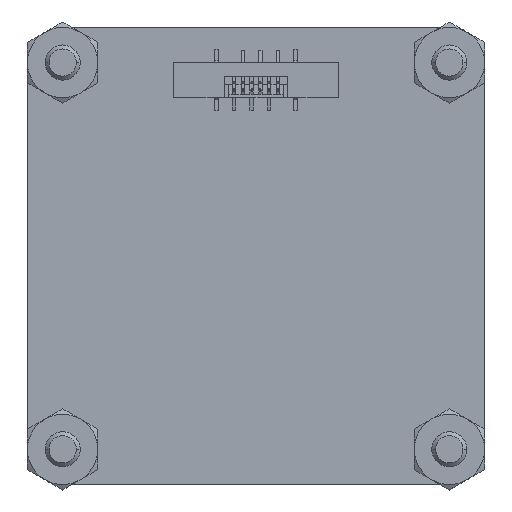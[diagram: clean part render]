
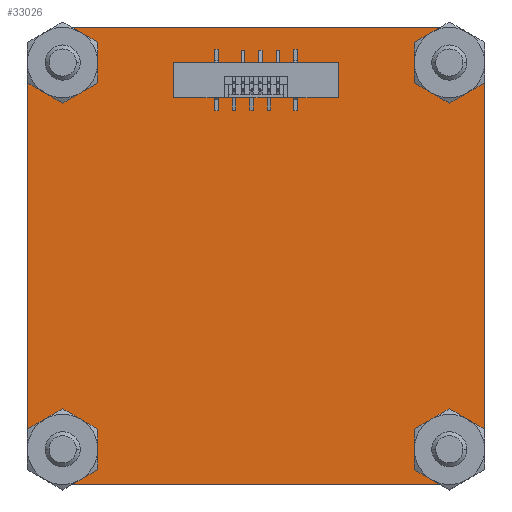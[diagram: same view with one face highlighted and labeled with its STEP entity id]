
A CAD part, top view. The second image highlights one B-rep face of the part: STEP entity #33026.
In plain terms, the highlighted planar face has unit normal (0, 0, 1).
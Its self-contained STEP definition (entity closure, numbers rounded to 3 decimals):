
#25 = DIRECTION ( 'NONE',  ( 0., 1., 0. ) ) ;
#373 = CARTESIAN_POINT ( 'NONE',  ( -9.85, -11., 0. ) ) ;
#388 = CARTESIAN_POINT ( 'NONE',  ( -13., 10.5, 0. ) ) ;
#426 = FACE_BOUND ( 'NONE', #20996, .T. ) ;
#616 = DIRECTION ( 'NONE',  ( 0., 0., 1. ) ) ;
#681 = AXIS2_PLACEMENT_3D ( 'NONE', #40136, #12350, #24737 ) ;
#721 = CARTESIAN_POINT ( 'NONE',  ( -12.15, 11., 0. ) ) ;
#1280 = EDGE_CURVE ( 'NONE', #16274, #14847, #16697, .T. ) ;
#1401 = VERTEX_POINT ( 'NONE', #21004 ) ;
#2005 = CARTESIAN_POINT ( 'NONE',  ( -12.15, -11., 0. ) ) ;
#2034 = CARTESIAN_POINT ( 'NONE',  ( 9.85, 11., 0. ) ) ;
#2952 = EDGE_CURVE ( 'NONE', #12247, #38116, #9222, .T. ) ;
#3205 = CARTESIAN_POINT ( 'NONE',  ( 12.15, -11., 0. ) ) ;
#3246 = CARTESIAN_POINT ( 'NONE',  ( -10.501, 10.501, 0. ) ) ;
#3760 = VECTOR ( 'NONE', #11524, 1000. ) ;
#4121 = CIRCLE ( 'NONE', #26844, 1.15 ) ;
#4229 = ORIENTED_EDGE ( 'NONE', *, *, #1280, .F. ) ;
#4373 = CIRCLE ( 'NONE', #27072, 2.499 ) ;
#4586 = CARTESIAN_POINT ( 'NONE',  ( -11., 11., 0. ) ) ;
#5012 = CIRCLE ( 'NONE', #27693, 2.499 ) ;
#5370 = EDGE_CURVE ( 'NONE', #38116, #6955, #4373, .T. ) ;
#5800 = CARTESIAN_POINT ( 'NONE',  ( -9.85, 11., 0. ) ) ;
#6483 = ORIENTED_EDGE ( 'NONE', *, *, #23566, .T. ) ;
#6521 = VECTOR ( 'NONE', #12781, 1000. ) ;
#6616 = CARTESIAN_POINT ( 'NONE',  ( -10.5, -13., 0. ) ) ;
#6647 = CARTESIAN_POINT ( 'NONE',  ( -11., 11., 0. ) ) ;
#6737 = DIRECTION ( 'NONE',  ( 0., 0., -1. ) ) ;
#6759 = CIRCLE ( 'NONE', #29473, 1.15 ) ;
#6899 = CARTESIAN_POINT ( 'NONE',  ( -13., 10.5, 0. ) ) ;
#6955 = VERTEX_POINT ( 'NONE', #15195 ) ;
#7983 = CIRCLE ( 'NONE', #30651, 1.15 ) ;
#8619 = VERTEX_POINT ( 'NONE', #39576 ) ;
#9090 = EDGE_CURVE ( 'NONE', #8619, #34843, #6759, .T. ) ;
#9222 = LINE ( 'NONE', #21579, #15461 ) ;
#9775 = FACE_OUTER_BOUND ( 'NONE', #26525, .T. ) ;
#11156 = AXIS2_PLACEMENT_3D ( 'NONE', #39720, #11940, #24313 ) ;
#11513 = ORIENTED_EDGE ( 'NONE', *, *, #2952, .T. ) ;
#11515 = DIRECTION ( 'NONE',  ( 0., 0., 1. ) ) ;
#11524 = DIRECTION ( 'NONE',  ( -1., 0., 0. ) ) ;
#11938 = CARTESIAN_POINT ( 'NONE',  ( 11., 11., 0. ) ) ;
#11940 = DIRECTION ( 'NONE',  ( 0., 0., 1. ) ) ;
#12028 = DIRECTION ( 'NONE',  ( 0., 0., 1. ) ) ;
#12247 = VERTEX_POINT ( 'NONE', #6616 ) ;
#12350 = DIRECTION ( 'NONE',  ( 0., 0., 1. ) ) ;
#12647 = CARTESIAN_POINT ( 'NONE',  ( 11., 11., 0. ) ) ;
#12781 = DIRECTION ( 'NONE',  ( 0., -1., 0. ) ) ;
#12820 = FACE_BOUND ( 'NONE', #21548, .T. ) ;
#13008 = DIRECTION ( 'NONE',  ( 1., 0., 0. ) ) ;
#13961 = CARTESIAN_POINT ( 'NONE',  ( 11., -11., 0. ) ) ;
#14313 = CARTESIAN_POINT ( 'NONE',  ( -10.501, -10.501, 0. ) ) ;
#14837 = EDGE_CURVE ( 'NONE', #15522, #29587, #35388, .T. ) ;
#14847 = VERTEX_POINT ( 'NONE', #36781 ) ;
#15195 = CARTESIAN_POINT ( 'NONE',  ( 13., -10.5, 0. ) ) ;
#15454 = LINE ( 'NONE', #27848, #26624 ) ;
#15461 = VECTOR ( 'NONE', #33973, 1000. ) ;
#15522 = VERTEX_POINT ( 'NONE', #2005 ) ;
#15628 = DIRECTION ( 'NONE',  ( 0., 0., 1. ) ) ;
#15741 = EDGE_CURVE ( 'NONE', #38978, #24491, #27885, .T. ) ;
#16243 = EDGE_CURVE ( 'NONE', #14847, #16274, #18194, .T. ) ;
#16253 = ORIENTED_EDGE ( 'NONE', *, *, #32988, .T. ) ;
#16274 = VERTEX_POINT ( 'NONE', #3205 ) ;
#16697 = CIRCLE ( 'NONE', #34180, 1.15 ) ;
#16979 = DIRECTION ( 'NONE',  ( 0., 0., 1. ) ) ;
#17295 = ORIENTED_EDGE ( 'NONE', *, *, #30821, .F. ) ;
#18194 = CIRCLE ( 'NONE', #681, 1.15 ) ;
#18631 = EDGE_CURVE ( 'NONE', #28578, #26680, #5012, .T. ) ;
#18660 = ORIENTED_EDGE ( 'NONE', *, *, #14837, .F. ) ;
#19019 = DIRECTION ( 'NONE',  ( 0., 0., 1. ) ) ;
#19102 = DIRECTION ( 'NONE',  ( 0., -1., 0. ) ) ;
#19645 = EDGE_CURVE ( 'NONE', #31493, #28578, #26959, .T. ) ;
#19881 = EDGE_CURVE ( 'NONE', #24491, #38978, #37483, .T. ) ;
#19999 = AXIS2_PLACEMENT_3D ( 'NONE', #4586, #16979, #29378 ) ;
#20996 = EDGE_LOOP ( 'NONE', ( #31241, #17295 ) ) ;
#21004 = CARTESIAN_POINT ( 'NONE',  ( 13., 10.5, 0. ) ) ;
#21548 = EDGE_LOOP ( 'NONE', ( #4229, #33541 ) ) ;
#21579 = CARTESIAN_POINT ( 'NONE',  ( -10.5, -13., 0. ) ) ;
#21687 = CARTESIAN_POINT ( 'NONE',  ( -13., -10.5, 0. ) ) ;
#22135 = PLANE ( 'NONE',  #24662 ) ;
#23071 = AXIS2_PLACEMENT_3D ( 'NONE', #39813, #12028, #24403 ) ;
#23266 = ORIENTED_EDGE ( 'NONE', *, *, #15741, .F. ) ;
#23566 = EDGE_CURVE ( 'NONE', #1401, #31493, #28660, .T. ) ;
#23888 = DIRECTION ( 'NONE',  ( 0., -1., 0. ) ) ;
#24176 = ORIENTED_EDGE ( 'NONE', *, *, #18631, .T. ) ;
#24310 = DIRECTION ( 'NONE',  ( 0., 0., 1. ) ) ;
#24313 = DIRECTION ( 'NONE',  ( 1., 0., 0. ) ) ;
#24403 = DIRECTION ( 'NONE',  ( 1., 0., 0. ) ) ;
#24491 = VERTEX_POINT ( 'NONE', #5800 ) ;
#24662 = AXIS2_PLACEMENT_3D ( 'NONE', #34527, #6737, #19102 ) ;
#24737 = DIRECTION ( 'NONE',  ( 1., 0., 0. ) ) ;
#25034 = DIRECTION ( 'NONE',  ( 0., 0., 1. ) ) ;
#25201 = FACE_BOUND ( 'NONE', #36406, .T. ) ;
#25759 = ORIENTED_EDGE ( 'NONE', *, *, #19645, .T. ) ;
#26336 = DIRECTION ( 'NONE',  ( 0., 0., 1. ) ) ;
#26525 = EDGE_LOOP ( 'NONE', ( #39606, #11513, #34040, #16253, #6483, #25759, #24176, #32660 ) ) ;
#26624 = VECTOR ( 'NONE', #25, 1000. ) ;
#26680 = VERTEX_POINT ( 'NONE', #6899 ) ;
#26705 = DIRECTION ( 'NONE',  ( 0., 0., 1. ) ) ;
#26708 = CARTESIAN_POINT ( 'NONE',  ( 10.5, -13., 0. ) ) ;
#26844 = AXIS2_PLACEMENT_3D ( 'NONE', #28454, #616, #13008 ) ;
#26959 = LINE ( 'NONE', #39304, #3760 ) ;
#27072 = AXIS2_PLACEMENT_3D ( 'NONE', #39295, #11515, #23888 ) ;
#27693 = AXIS2_PLACEMENT_3D ( 'NONE', #3246, #15628, #28038 ) ;
#27848 = CARTESIAN_POINT ( 'NONE',  ( 13., -10.5, 0. ) ) ;
#27885 = CIRCLE ( 'NONE', #33059, 1.15 ) ;
#27962 = EDGE_LOOP ( 'NONE', ( #28178, #18660 ) ) ;
#28038 = DIRECTION ( 'NONE',  ( 0., 1., 0. ) ) ;
#28178 = ORIENTED_EDGE ( 'NONE', *, *, #31666, .F. ) ;
#28221 = LINE ( 'NONE', #388, #6521 ) ;
#28454 = CARTESIAN_POINT ( 'NONE',  ( -11., -11., 0. ) ) ;
#28578 = VERTEX_POINT ( 'NONE', #33630 ) ;
#28660 = CIRCLE ( 'NONE', #11156, 2.499 ) ;
#29378 = DIRECTION ( 'NONE',  ( 1., 0., 0. ) ) ;
#29473 = AXIS2_PLACEMENT_3D ( 'NONE', #12647, #25034, #37389 ) ;
#29587 = VERTEX_POINT ( 'NONE', #373 ) ;
#30246 = ORIENTED_EDGE ( 'NONE', *, *, #19881, .F. ) ;
#30494 = CARTESIAN_POINT ( 'NONE',  ( 10.5, 13., 0. ) ) ;
#30651 = AXIS2_PLACEMENT_3D ( 'NONE', #11938, #24310, #36679 ) ;
#30821 = EDGE_CURVE ( 'NONE', #34843, #8619, #7983, .T. ) ;
#31241 = ORIENTED_EDGE ( 'NONE', *, *, #9090, .F. ) ;
#31416 = DIRECTION ( 'NONE',  ( 1., 0., 0. ) ) ;
#31493 = VERTEX_POINT ( 'NONE', #30494 ) ;
#31666 = EDGE_CURVE ( 'NONE', #29587, #15522, #4121, .T. ) ;
#32660 = ORIENTED_EDGE ( 'NONE', *, *, #34684, .T. ) ;
#32988 = EDGE_CURVE ( 'NONE', #6955, #1401, #15454, .T. ) ;
#33026 = ADVANCED_FACE ( 'NONE', ( #426, #12820, #25201, #37554, #9775 ), #22135, .F. ) ;
#33059 = AXIS2_PLACEMENT_3D ( 'NONE', #6647, #19019, #31416 ) ;
#33541 = ORIENTED_EDGE ( 'NONE', *, *, #16243, .F. ) ;
#33630 = CARTESIAN_POINT ( 'NONE',  ( -10.5, 13., 0. ) ) ;
#33899 = CIRCLE ( 'NONE', #39084, 2.499 ) ;
#33973 = DIRECTION ( 'NONE',  ( 1., 0., 0. ) ) ;
#34040 = ORIENTED_EDGE ( 'NONE', *, *, #5370, .T. ) ;
#34180 = AXIS2_PLACEMENT_3D ( 'NONE', #13961, #26336, #38696 ) ;
#34527 = CARTESIAN_POINT ( 'NONE',  ( -13., -10.5, 0. ) ) ;
#34684 = EDGE_CURVE ( 'NONE', #26680, #36044, #28221, .T. ) ;
#34843 = VERTEX_POINT ( 'NONE', #2034 ) ;
#35388 = CIRCLE ( 'NONE', #23071, 1.15 ) ;
#36044 = VERTEX_POINT ( 'NONE', #21687 ) ;
#36406 = EDGE_LOOP ( 'NONE', ( #30246, #23266 ) ) ;
#36558 = EDGE_CURVE ( 'NONE', #36044, #12247, #33899, .T. ) ;
#36679 = DIRECTION ( 'NONE',  ( 1., 0., 0. ) ) ;
#36781 = CARTESIAN_POINT ( 'NONE',  ( 9.85, -11., 0. ) ) ;
#37389 = DIRECTION ( 'NONE',  ( 1., 0., 0. ) ) ;
#37483 = CIRCLE ( 'NONE', #19999, 1.15 ) ;
#37554 = FACE_BOUND ( 'NONE', #27962, .T. ) ;
#38116 = VERTEX_POINT ( 'NONE', #26708 ) ;
#38696 = DIRECTION ( 'NONE',  ( 1., 0., 0. ) ) ;
#38978 = VERTEX_POINT ( 'NONE', #721 ) ;
#39055 = DIRECTION ( 'NONE',  ( -1., 0., 0. ) ) ;
#39084 = AXIS2_PLACEMENT_3D ( 'NONE', #14313, #26705, #39055 ) ;
#39295 = CARTESIAN_POINT ( 'NONE',  ( 10.501, -10.501, 0. ) ) ;
#39304 = CARTESIAN_POINT ( 'NONE',  ( 10.5, 13., 0. ) ) ;
#39576 = CARTESIAN_POINT ( 'NONE',  ( 12.15, 11., 0. ) ) ;
#39606 = ORIENTED_EDGE ( 'NONE', *, *, #36558, .T. ) ;
#39720 = CARTESIAN_POINT ( 'NONE',  ( 10.501, 10.501, 0. ) ) ;
#39813 = CARTESIAN_POINT ( 'NONE',  ( -11., -11., 0. ) ) ;
#40136 = CARTESIAN_POINT ( 'NONE',  ( 11., -11., 0. ) ) ;
